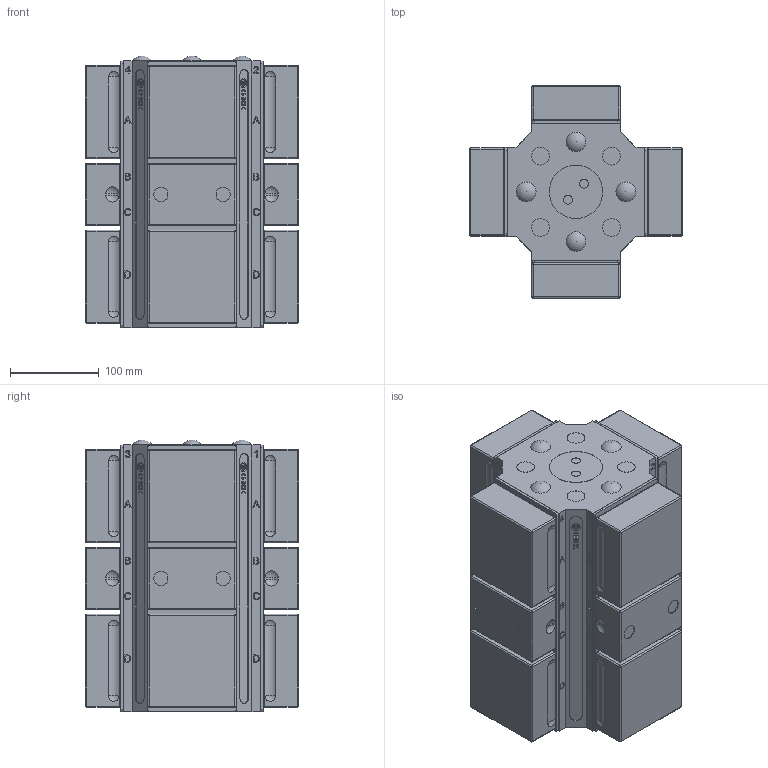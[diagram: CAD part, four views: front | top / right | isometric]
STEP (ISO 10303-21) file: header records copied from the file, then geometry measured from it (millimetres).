
FILE_DESCRIPTION((''),'2;1');
FILE_NAME('5ML1030-41.stp','2015-03-11T14:14:32',('Dayne Stauffer'),(''),'Autodesk Inventor 2013','Autodesk Inventor 2013','');
FILE_SCHEMA(('AUTOMOTIVE_DESIGN { 1 0 10303 214 1 1 1 1 }'));
Length unit declared in the file: millimetre
Products named in the file (6): 5ML1030-41; 5CLM1030-41CM; 5CP1030-ST; 5DS1030-10-40; 5FJ1030-10-40; 5MJ1030-10-40
Assembly tree (12 placements, depth 3):
  5ML1030-41
    5CLM1030-41CM
    5CP1030-ST  x4
    5DS1030-10-40  x4
      5FJ1030-10-40
      5MJ1030-10-40
Bounding box: 239.4 x 239.4 x 305.5 mm (x, y, z)
Volume: 9619541.9 mm3; surface area: 1003581.6 mm2
Topology: 17 solids, 17 shells, 2511 faces, 6252 edges, 4019 vertices
Faces by surface type: plane 1258, bspline 601, cylinder 484, sphere 148, cone 20
Full cylindrical faces by diameter (mm): 4.917 x4, 6.65 x24, 8.4 x16, 8.65 x8, 9 x24, 10 x2, 10.106 x8, 12.7 x16, 14 x16, 14.15 x24, 16 x8, 19.34 x24, 20 x4, 49.88 x1, 59.98 x1
Entity records: 49417 total; most frequent: CARTESIAN_POINT 14226, ORIENTED_EDGE 7386, DIRECTION 5925, EDGE_CURVE 3693, VERTEX_POINT 2540, VECTOR 2391, LINE 2391, EDGE_LOOP 2037
